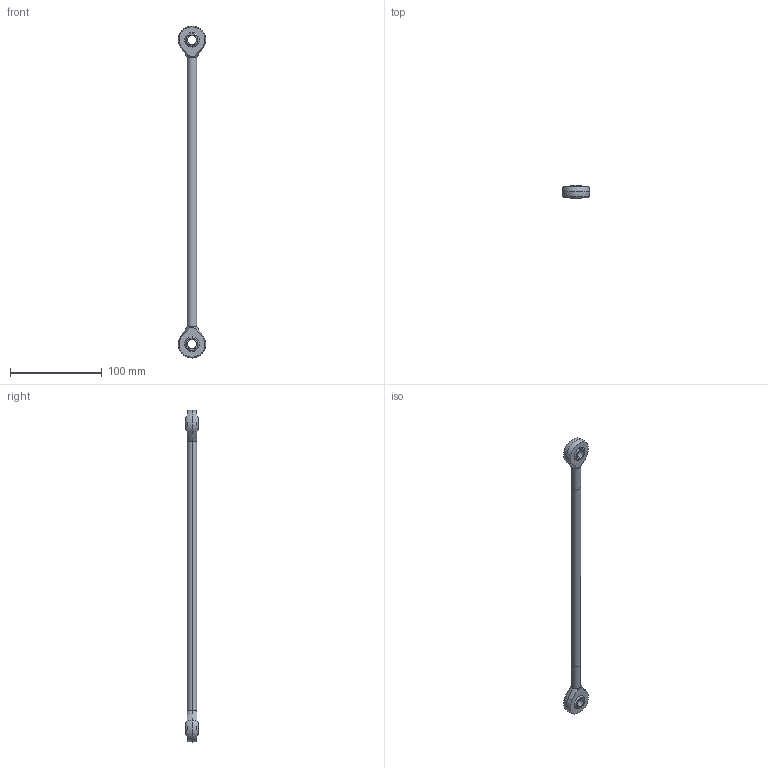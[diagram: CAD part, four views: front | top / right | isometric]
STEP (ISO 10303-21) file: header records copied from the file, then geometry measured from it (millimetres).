
FILE_DESCRIPTION(('STEP AP214'),'1');
FILE_NAME('cctmp_8BE9049D-6DF6-4B6B-8DCD-AFA5DA2FA254_2019_3_21_9_34_55_908..stp','2019-03-21T08:34:55',('igus GmbH'),('CADClick - www.CADClick.com'),'Spatial InterOp 3D',' ','unknown authorization');
FILE_SCHEMA(('AUTOMOTIVE_DESIGN'));
Length unit declared in the file: millimetre
Products named in the file (1): 2019_03_21__09-34-55-908
Bounding box: 29.95 x 14 x 362 mm (x, y, z)
Volume: 22638.7 mm3; surface area: 21419.1 mm2
Topology: 1 solids, 2 shells, 34 faces, 76 edges, 46 vertices
Faces by surface type: sphere 12, plane 10, cylinder 8, cone 4
Entity records: 1242 total; most frequent: DIRECTION 194, CARTESIAN_POINT 161, ORIENTED_EDGE 144, AXIS2_PLACEMENT_3D 91, EDGE_CURVE 72, CIRCLE 56, VERTEX_POINT 46, EDGE_LOOP 42
